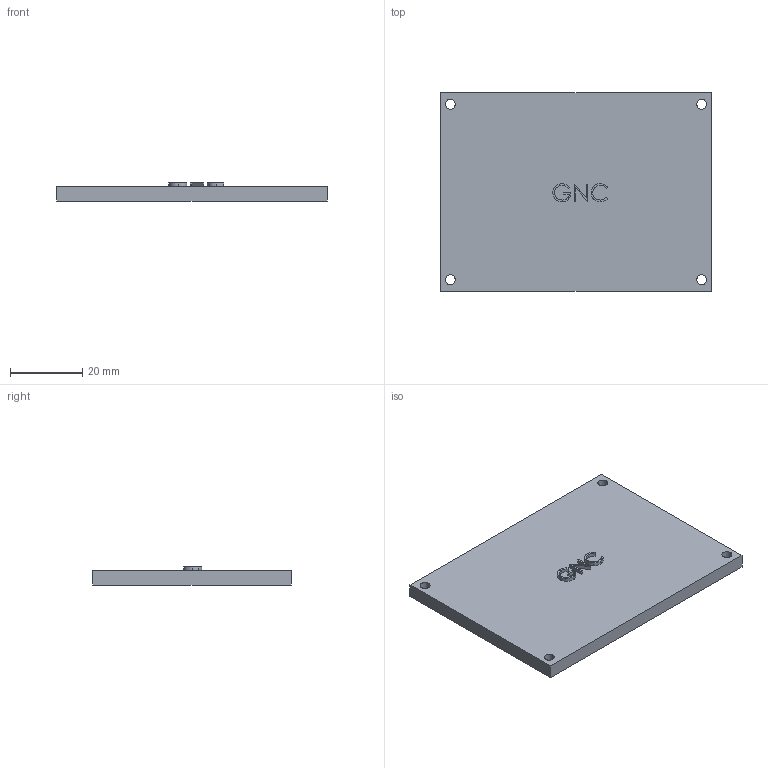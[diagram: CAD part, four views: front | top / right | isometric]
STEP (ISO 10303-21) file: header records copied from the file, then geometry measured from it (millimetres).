
FILE_DESCRIPTION (( 'STEP AP203' ), '1' );
FILE_NAME ('GNC_Default_sldprt.STEP', '2021-02-13T10:55:54', ( '' ), ( '' ), 'SwSTEP 2.0', 'SolidWorks 2019', '' );
FILE_SCHEMA (( 'CONFIG_CONTROL_DESIGN' ));
Length unit declared in the file: millimetre
Products named in the file (1): GNC_Default_sldprt
Bounding box: 75 x 55 x 5 mm (x, y, z)
Volume: 16423.1 mm3; surface area: 9462.9 mm2
Topology: 1 solids, 1 shells, 51 faces, 138 edges, 92 vertices
Faces by surface type: plane 25, bspline 18, cylinder 8
Entity records: 2853 total; most frequent: CARTESIAN_POINT 1580, ORIENTED_EDGE 276, DIRECTION 186, EDGE_CURVE 138, VERTEX_POINT 92, VECTOR 86, LINE 86, EDGE_LOOP 62
